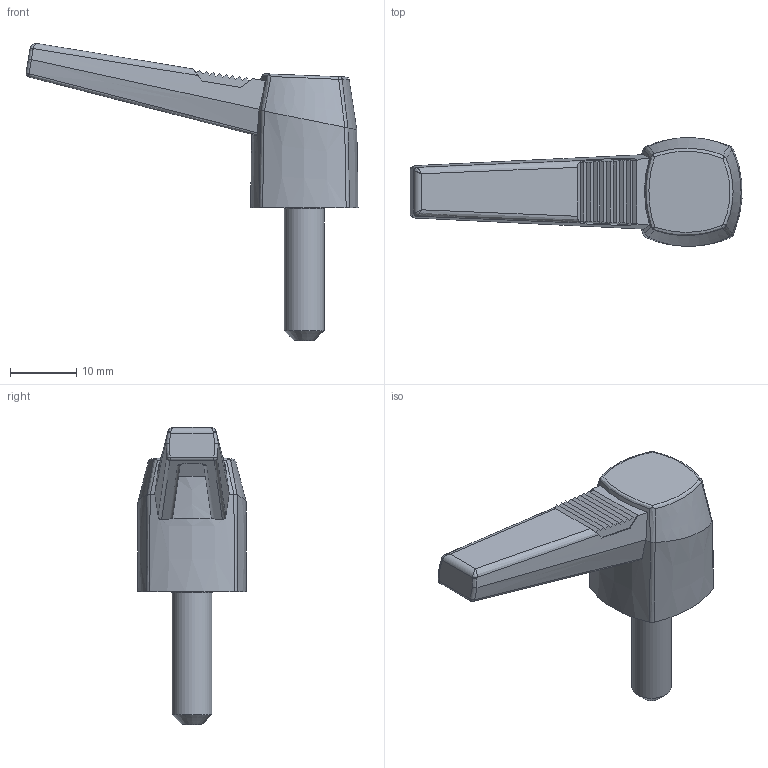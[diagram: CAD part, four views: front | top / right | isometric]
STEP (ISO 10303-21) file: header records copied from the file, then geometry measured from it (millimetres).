
FILE_DESCRIPTION( ( 'Unknown' ), '1' );
FILE_NAME( '6351405_KFP42_M06x20.stp', 'Unknown', ( 'Unknown' ), ( 'Unknown' ), 'PSStep 14.0', 'Unknown', ' ' );
FILE_SCHEMA( ( 'AUTOMOTIVE_DESIGN { 1 0 10303 214 1 1 1 1 }' ) );
Length unit declared in the file: millimetre
Products named in the file (1): 6351405
Bounding box: 49.96 x 16.38 x 44.7 mm (x, y, z)
Volume: 6167 mm3; surface area: 3322.6 mm2
Topology: 1 solids, 2 shells, 97 faces, 258 edges, 164 vertices
Faces by surface type: plane 41, bspline 40, cylinder 9, torus 3, sphere 2, cone 2
Full cylindrical faces by diameter (mm): 6 x2
Entity records: 6728 total; most frequent: CARTESIAN_POINT 3936, ORIENTED_EDGE 496, DIRECTION 273, EDGE_CURVE 248, VERTEX_POINT 163, B_SPLINE_CURVE_WITH_KNOTS 123, EDGE_LOOP 107, FACE_OUTER_BOUND 102
